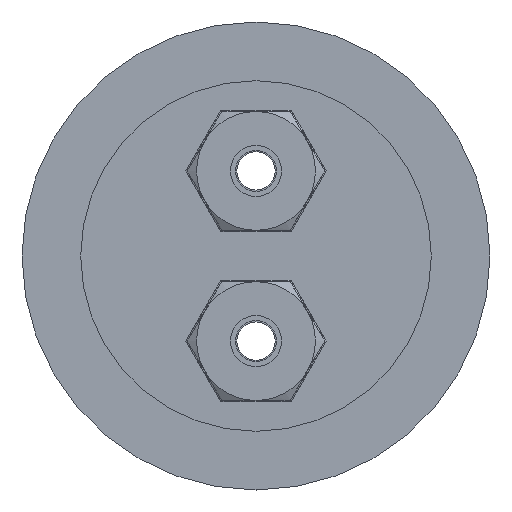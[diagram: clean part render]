
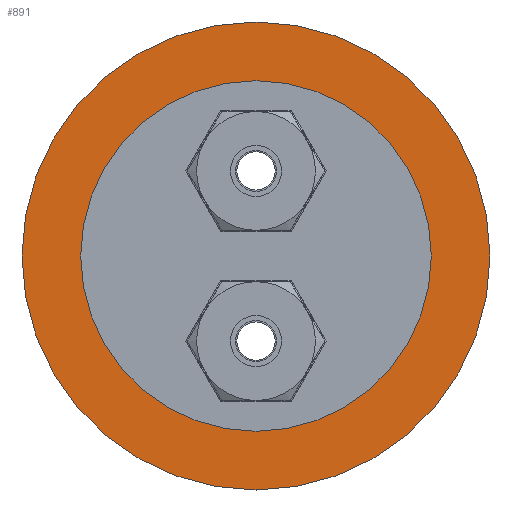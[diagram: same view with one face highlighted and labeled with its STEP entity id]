
A CAD part, front view. The second image highlights one B-rep face of the part: STEP entity #891.
In plain terms, the highlighted planar face has unit normal (0, -1, 0).
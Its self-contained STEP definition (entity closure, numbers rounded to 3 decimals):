
#134=FACE_BOUND('',#247,.T.);
#146=PLANE('',#1067);
#177=FACE_OUTER_BOUND('',#246,.T.);
#246=EDGE_LOOP('',(#653));
#247=EDGE_LOOP('',(#654));
#369=CIRCLE('',#1059,27.5);
#372=CIRCLE('',#1066,20.6);
#423=VERTEX_POINT('',#1483);
#426=VERTEX_POINT('',#1495);
#503=EDGE_CURVE('',#423,#423,#369,.T.);
#508=EDGE_CURVE('',#426,#426,#372,.T.);
#653=ORIENTED_EDGE('',*,*,#503,.F.);
#654=ORIENTED_EDGE('',*,*,#508,.T.);
#891=ADVANCED_FACE('',(#177,#134),#146,.T.);
#1059=AXIS2_PLACEMENT_3D('',#1485,#1211,#1212);
#1066=AXIS2_PLACEMENT_3D('',#1497,#1227,#1228);
#1067=AXIS2_PLACEMENT_3D('',#1498,#1229,#1230);
#1211=DIRECTION('center_axis',(0.,1.,0.));
#1212=DIRECTION('ref_axis',(1.,0.,0.));
#1227=DIRECTION('center_axis',(0.,1.,0.));
#1228=DIRECTION('ref_axis',(1.,0.,0.));
#1229=DIRECTION('center_axis',(0.,-1.,0.));
#1230=DIRECTION('ref_axis',(0.,0.,-1.));
#1483=CARTESIAN_POINT('',(27.5,0.,0.));
#1485=CARTESIAN_POINT('Origin',(0.,0.,0.));
#1495=CARTESIAN_POINT('',(20.6,0.,0.));
#1497=CARTESIAN_POINT('Origin',(0.,0.,0.));
#1498=CARTESIAN_POINT('Origin',(-27.5,0.,0.));
